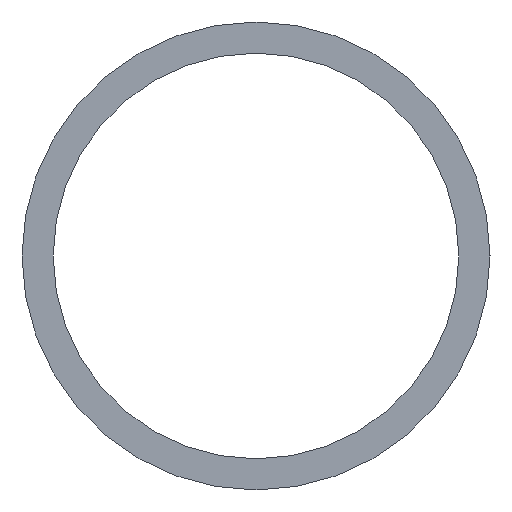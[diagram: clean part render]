
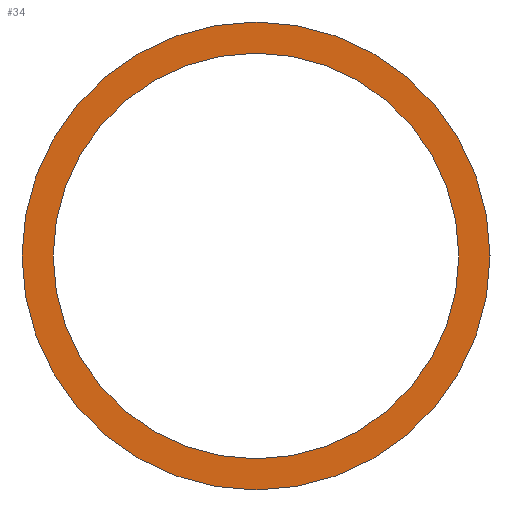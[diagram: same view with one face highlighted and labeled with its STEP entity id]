
A CAD part, left-side view. The second image highlights one B-rep face of the part: STEP entity #34.
In plain terms, the highlighted planar face has unit normal (-1, 0, 0).
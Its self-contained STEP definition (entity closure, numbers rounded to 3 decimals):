
#34 = ADVANCED_FACE( '', ( #65, #66 ), #67, .F. );
#65 = FACE_BOUND( '', #88, .T. );
#66 = FACE_OUTER_BOUND( '', #89, .T. );
#67 = PLANE( '', #90 );
#88 = EDGE_LOOP( '', ( #111 ) );
#89 = EDGE_LOOP( '', ( #112 ) );
#90 = AXIS2_PLACEMENT_3D( '', #113, #114, #115 );
#111 = ORIENTED_EDGE( '', *, *, #121, .T. );
#112 = ORIENTED_EDGE( '', *, *, #118, .F. );
#113 = CARTESIAN_POINT( '', ( 0., 0., 0. ) );
#114 = DIRECTION( '', ( 1., 0., 0. ) );
#115 = DIRECTION( '', ( 0., 0., -1. ) );
#118 = EDGE_CURVE( '', #127, #127, #128, .T. );
#121 = EDGE_CURVE( '', #132, #132, #133, .T. );
#127 = VERTEX_POINT( '', #139 );
#128 = CIRCLE( '', #140, 15. );
#132 = VERTEX_POINT( '', #144 );
#133 = CIRCLE( '', #145, 13. );
#139 = CARTESIAN_POINT( '', ( 0., 0., -15. ) );
#140 = AXIS2_PLACEMENT_3D( '', #151, #152, #153 );
#144 = CARTESIAN_POINT( '', ( 0., 0., -13. ) );
#145 = AXIS2_PLACEMENT_3D( '', #157, #158, #159 );
#151 = CARTESIAN_POINT( '', ( 0., 0., 0. ) );
#152 = DIRECTION( '', ( 1., 0., 0. ) );
#153 = DIRECTION( '', ( 0., 0., -1. ) );
#157 = CARTESIAN_POINT( '', ( 0., 0., 0. ) );
#158 = DIRECTION( '', ( 1., 0., 0. ) );
#159 = DIRECTION( '', ( 0., 0., -1. ) );
